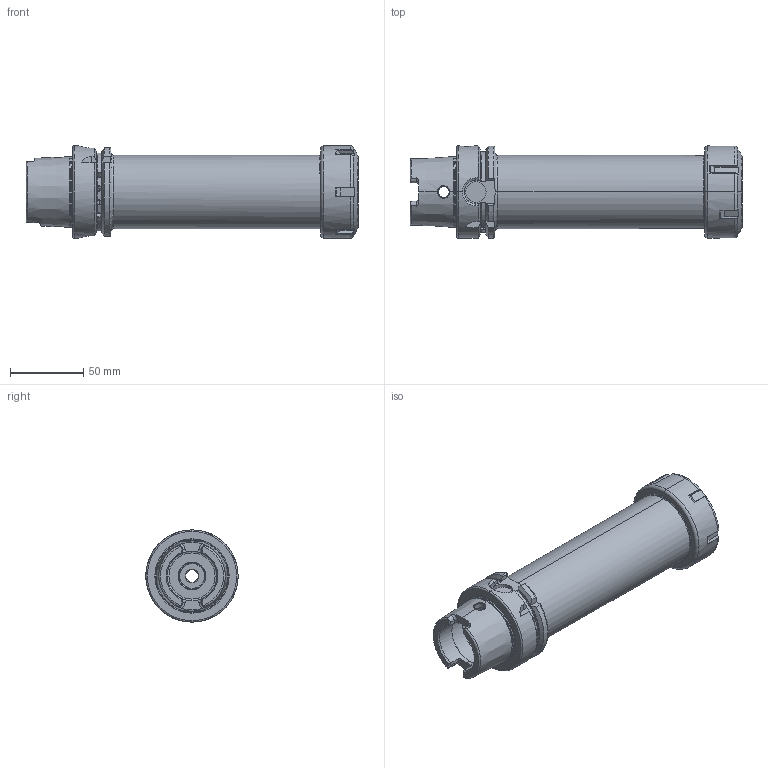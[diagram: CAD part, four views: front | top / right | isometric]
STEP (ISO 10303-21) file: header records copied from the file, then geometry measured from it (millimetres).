
FILE_DESCRIPTION (( 'STEP AP203' ), '1' );
FILE_NAME ('A63.02.26.3.STEP', '2016-11-26T03:16:28', ( '' ), ( '' ), 'SwSTEP 2.0', 'SolidWorks 2012', '' );
FILE_SCHEMA (( 'CONFIG_CONTROL_DESIGN' ));
Length unit declared in the file: millimetre
Products named in the file (3): 2-01.100.0400260C7_ER40螺帽(六溝); A63.02.26.3
Assembly tree (2 placements, depth 2):
  A63.02.26.3
    A63.02.26.3
    2-01.100.0400260C7_ER40螺帽(六溝)
Bounding box: 226.7 x 63 x 63 mm (x, y, z)
Volume: 375427.8 mm3; surface area: 72809.4 mm2
Topology: 2 solids, 2 shells, 405 faces, 1097 edges, 689 vertices
Faces by surface type: cylinder 147, plane 100, torus 60, bspline 56, cone 42
Entity records: 30157 total; most frequent: CARTESIAN_POINT 20851, ORIENTED_EDGE 2170, DIRECTION 1567, EDGE_CURVE 1085, VERTEX_POINT 689, AXIS2_PLACEMENT_3D 623, EDGE_LOOP 418, ADVANCED_FACE 405
